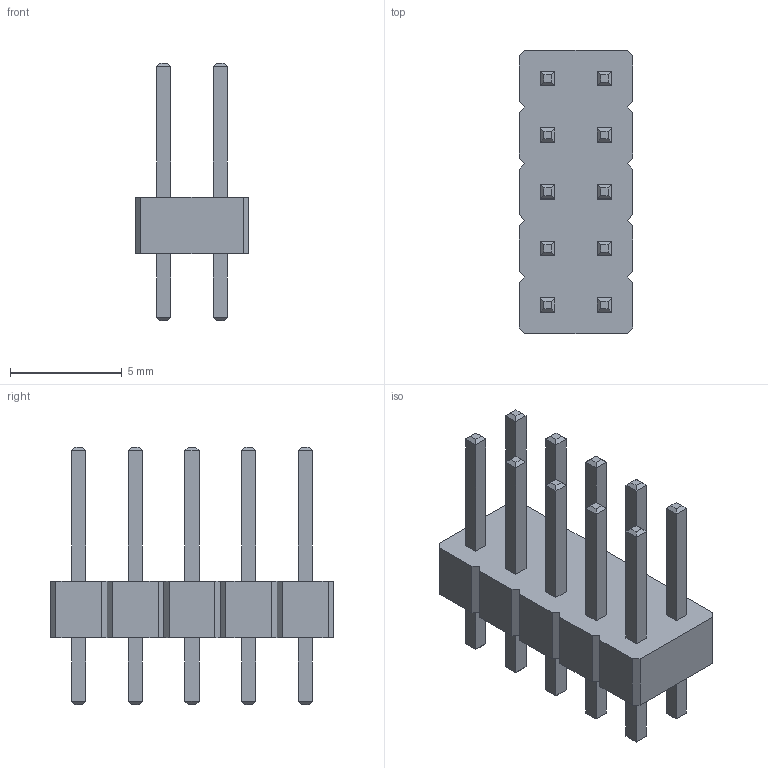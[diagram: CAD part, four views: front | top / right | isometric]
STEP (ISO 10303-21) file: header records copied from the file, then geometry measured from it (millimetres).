
FILE_DESCRIPTION(/* description */ ('model of Pin_Header_Straight_2x05_Pitch2.54mm'),/* implementation_level */ '2;1');
FILE_NAME(/* name */ 'Pin_Header_Straight_2x05_Pitch2.54mm.step',/* time_stamp */ '2017-06-29T10:06:41',/* author */ ('kicad StepUp','ksu'),/* organization */ ('FreeCAD'),/* preprocessor_version */ 'OCC',/* originating_system */ 'kicad StepUp',/* authorisation */ '');
FILE_SCHEMA(('AUTOMOTIVE_DESIGN_CC2 { 1 2 10303 214 -1 1 5 4 }'));
Length unit declared in the file: millimetre
Products named in the file (1): Pin_Header_Straight_2x05_Pitch254mm
Bounding box: 5.08 x 12.7 x 11.54 mm (x, y, z)
Volume: 198.7 mm3; surface area: 446 mm2
Topology: 1 solids, 1 shells, 214 faces, 496 edges, 304 vertices
Faces by surface type: plane 214
Entity records: 7351 total; most frequent: CARTESIAN_POINT 1015, ORIENTED_EDGE 992, DIRECTION 926, EDGE_CURVE 496, LINE 496, VECTOR 496, VERTEX_POINT 304, FACE_BOUND 234
